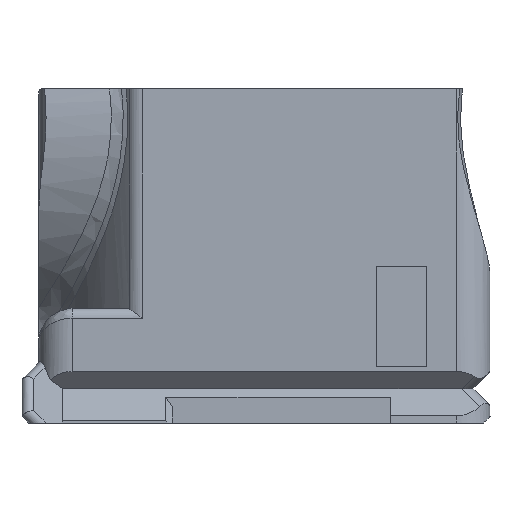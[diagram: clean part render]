
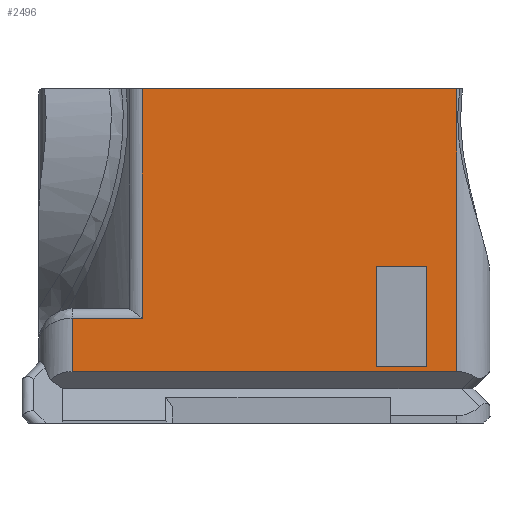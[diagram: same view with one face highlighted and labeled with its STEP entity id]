
A CAD part, left-side view. The second image highlights one B-rep face of the part: STEP entity #2496.
In plain terms, the highlighted planar face has unit normal (-1, 0, 0).
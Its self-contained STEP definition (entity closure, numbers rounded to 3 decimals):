
#108=PLANE('',#2674);
#227=LINE('',#3543,#388);
#231=LINE('',#3572,#392);
#232=LINE('',#3574,#393);
#233=LINE('',#3577,#394);
#234=LINE('',#3579,#395);
#235=LINE('',#3580,#396);
#236=LINE('',#3581,#397);
#237=LINE('',#3584,#398);
#238=LINE('',#3586,#399);
#239=LINE('',#3588,#400);
#388=VECTOR('',#2915,1000.);
#392=VECTOR('',#2931,1000.);
#393=VECTOR('',#2934,1000.);
#394=VECTOR('',#2935,1000.);
#395=VECTOR('',#2936,1000.);
#396=VECTOR('',#2937,1000.);
#397=VECTOR('',#2938,1000.);
#398=VECTOR('',#2939,1000.);
#399=VECTOR('',#2940,1000.);
#400=VECTOR('',#2941,1000.);
#594=ORIENTED_EDGE('',*,*,#1390,.F.);
#595=ORIENTED_EDGE('',*,*,#1391,.T.);
#596=ORIENTED_EDGE('',*,*,#1392,.T.);
#597=ORIENTED_EDGE('',*,*,#1378,.F.);
#598=ORIENTED_EDGE('',*,*,#1389,.T.);
#599=ORIENTED_EDGE('',*,*,#1393,.F.);
#600=ORIENTED_EDGE('',*,*,#1394,.F.);
#601=ORIENTED_EDGE('',*,*,#1395,.T.);
#602=ORIENTED_EDGE('',*,*,#1396,.T.);
#603=ORIENTED_EDGE('',*,*,#1397,.F.);
#1378=EDGE_CURVE('',#1775,#1776,#227,.F.);
#1389=EDGE_CURVE('',#1775,#1784,#231,.T.);
#1390=EDGE_CURVE('',#1785,#1786,#232,.T.);
#1391=EDGE_CURVE('',#1785,#1787,#233,.T.);
#1392=EDGE_CURVE('',#1787,#1776,#234,.F.);
#1393=EDGE_CURVE('',#1786,#1784,#235,.T.);
#1394=EDGE_CURVE('',#1788,#1789,#236,.T.);
#1395=EDGE_CURVE('',#1788,#1790,#237,.T.);
#1396=EDGE_CURVE('',#1790,#1791,#238,.T.);
#1397=EDGE_CURVE('',#1789,#1791,#239,.T.);
#1775=VERTEX_POINT('',#3544);
#1776=VERTEX_POINT('',#3545);
#1784=VERTEX_POINT('',#3571);
#1785=VERTEX_POINT('',#3575);
#1786=VERTEX_POINT('',#3576);
#1787=VERTEX_POINT('',#3578);
#1788=VERTEX_POINT('',#3582);
#1789=VERTEX_POINT('',#3583);
#1790=VERTEX_POINT('',#3585);
#1791=VERTEX_POINT('',#3587);
#2153=EDGE_LOOP('',(#594,#595,#596,#597,#598,#599));
#2154=EDGE_LOOP('',(#600,#601,#602,#603));
#2302=FACE_BOUND('',#2153,.T.);
#2303=FACE_BOUND('',#2154,.T.);
#2496=ADVANCED_FACE('',(#2302,#2303),#108,.T.);
#2674=AXIS2_PLACEMENT_3D('',#3573,#2932,#2933);
#2915=DIRECTION('',(0.,0.,-1.));
#2931=DIRECTION('',(0.,-1.,0.));
#2932=DIRECTION('',(-1.,0.,0.));
#2933=DIRECTION('',(0.,1.,0.));
#2934=DIRECTION('',(0.,-1.,0.));
#2935=DIRECTION('',(0.,0.,-1.));
#2936=DIRECTION('',(0.,-1.,0.));
#2937=DIRECTION('',(0.,0.,-1.));
#2938=DIRECTION('',(0.,0.,-1.));
#2939=DIRECTION('',(0.,-1.,0.));
#2940=DIRECTION('',(0.,0.,-1.));
#2941=DIRECTION('',(0.,-1.,0.));
#3543=CARTESIAN_POINT('',(-13.5,11.5,33.6));
#3544=CARTESIAN_POINT('',(-13.5,11.5,16.691));
#3545=CARTESIAN_POINT('',(-13.5,11.5,19.877));
#3571=CARTESIAN_POINT('',(-13.5,-11.5,16.691));
#3572=CARTESIAN_POINT('',(-13.5,-14.414,16.691));
#3573=CARTESIAN_POINT('',(-13.5,0.,33.6));
#3574=CARTESIAN_POINT('',(-13.5,0.,33.6));
#3575=CARTESIAN_POINT('',(-13.5,7.309,33.6));
#3576=CARTESIAN_POINT('',(-13.5,-11.5,33.6));
#3577=CARTESIAN_POINT('',(-13.5,7.309,19.877));
#3578=CARTESIAN_POINT('',(-13.5,7.309,19.877));
#3579=CARTESIAN_POINT('',(-13.5,11.5,19.877));
#3580=CARTESIAN_POINT('',(-13.5,-11.5,13.6));
#3581=CARTESIAN_POINT('',(-13.5,-6.696,20.));
#3582=CARTESIAN_POINT('',(-13.5,-6.696,23.));
#3583=CARTESIAN_POINT('',(-13.5,-6.696,17.));
#3584=CARTESIAN_POINT('',(-13.5,-8.202,23.));
#3585=CARTESIAN_POINT('',(-13.5,-9.708,23.));
#3586=CARTESIAN_POINT('',(-13.5,-9.708,20.));
#3587=CARTESIAN_POINT('',(-13.5,-9.708,17.));
#3588=CARTESIAN_POINT('',(-13.5,-8.202,17.));
